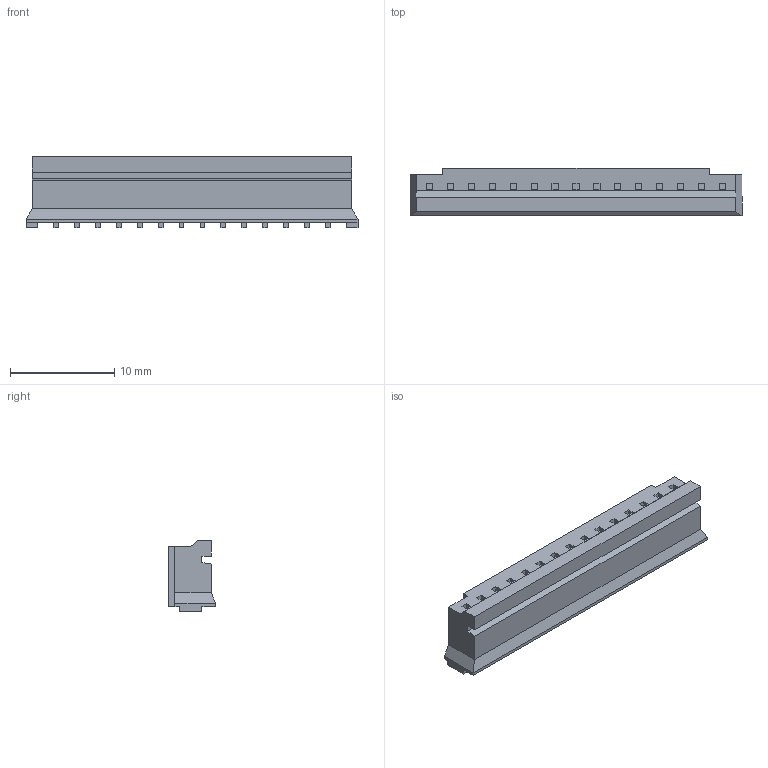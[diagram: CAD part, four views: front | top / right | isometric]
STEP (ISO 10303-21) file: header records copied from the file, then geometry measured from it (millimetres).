
FILE_DESCRIPTION (( 'STEP AP214' ), '1' );
FILE_NAME ('PHR-15.STEP', '2012-07-03T09:20:23', ( ' ' ), ( ' ' ), 'SwSTEP 2.0', 'SolidWorks 2005235', '' );
FILE_SCHEMA (( 'AUTOMOTIVE_DESIGN' ));
Length unit declared in the file: millimetre
Products named in the file (1): PHR-15
Bounding box: 31.8 x 4.5 x 6.85 mm (x, y, z)
Volume: 725.9 mm3; surface area: 825.2 mm2
Topology: 1 solids, 1 shells, 221 faces, 548 edges, 344 vertices
Faces by surface type: plane 221
Entity records: 6353 total; most frequent: CARTESIAN_POINT 1114, ORIENTED_EDGE 1096, DIRECTION 992, EDGE_CURVE 548, VECTOR 548, LINE 548, VERTEX_POINT 344, EDGE_LOOP 236
